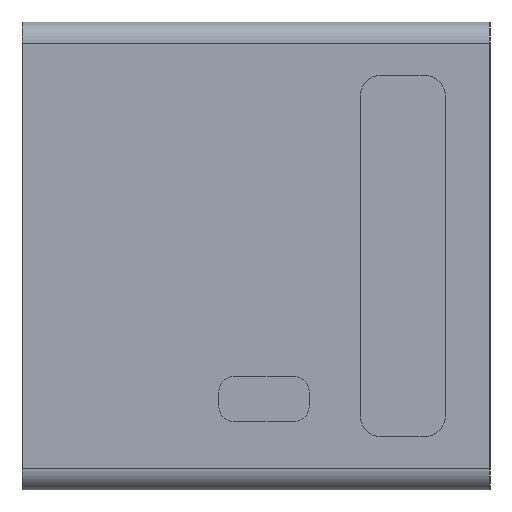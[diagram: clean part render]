
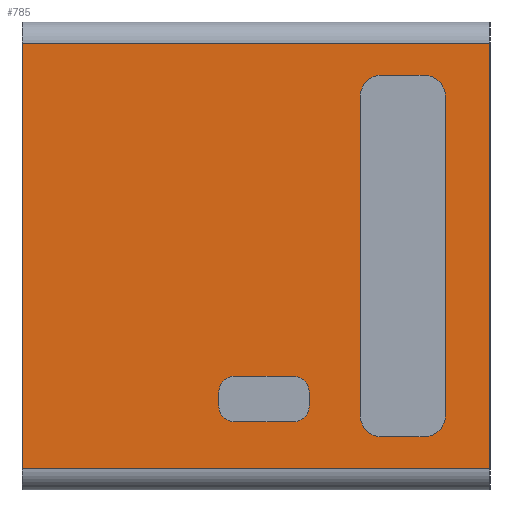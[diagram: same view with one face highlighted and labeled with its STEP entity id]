
A CAD part, left-side view. The second image highlights one B-rep face of the part: STEP entity #785.
In plain terms, the highlighted planar face has unit normal (-1, 0, 0).
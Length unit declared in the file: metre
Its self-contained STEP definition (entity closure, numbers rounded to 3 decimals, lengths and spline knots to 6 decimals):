
#34=LINE('',#1181,#110);
#35=LINE('',#1185,#111);
#36=LINE('',#1189,#112);
#37=LINE('',#1193,#113);
#38=LINE('',#1194,#114);
#39=LINE('',#1197,#115);
#40=LINE('',#1199,#116);
#41=LINE('',#1201,#117);
#42=LINE('',#1202,#118);
#43=LINE('',#1207,#119);
#44=LINE('',#1211,#120);
#45=LINE('',#1215,#121);
#110=VECTOR('',#934,1.);
#111=VECTOR('',#937,1.);
#112=VECTOR('',#940,1.);
#113=VECTOR('',#943,1.);
#114=VECTOR('',#944,1.);
#115=VECTOR('',#945,1.);
#116=VECTOR('',#946,1.);
#117=VECTOR('',#947,1.);
#118=VECTOR('',#948,1.);
#119=VECTOR('',#951,1.);
#120=VECTOR('',#954,1.);
#121=VECTOR('',#957,1.);
#186=ORIENTED_EDGE('',*,*,#418,.F.);
#187=ORIENTED_EDGE('',*,*,#419,.T.);
#188=ORIENTED_EDGE('',*,*,#420,.F.);
#189=ORIENTED_EDGE('',*,*,#421,.F.);
#190=ORIENTED_EDGE('',*,*,#422,.F.);
#191=ORIENTED_EDGE('',*,*,#423,.F.);
#192=ORIENTED_EDGE('',*,*,#424,.F.);
#193=ORIENTED_EDGE('',*,*,#425,.T.);
#194=ORIENTED_EDGE('',*,*,#426,.F.);
#195=ORIENTED_EDGE('',*,*,#427,.T.);
#196=ORIENTED_EDGE('',*,*,#428,.T.);
#197=ORIENTED_EDGE('',*,*,#429,.T.);
#198=ORIENTED_EDGE('',*,*,#430,.F.);
#199=ORIENTED_EDGE('',*,*,#431,.T.);
#200=ORIENTED_EDGE('',*,*,#432,.T.);
#201=ORIENTED_EDGE('',*,*,#433,.T.);
#202=ORIENTED_EDGE('',*,*,#434,.T.);
#203=ORIENTED_EDGE('',*,*,#435,.T.);
#204=ORIENTED_EDGE('',*,*,#436,.F.);
#205=ORIENTED_EDGE('',*,*,#437,.T.);
#418=EDGE_CURVE('',#534,#535,#610,.T.);
#419=EDGE_CURVE('',#534,#536,#34,.T.);
#420=EDGE_CURVE('',#537,#536,#611,.T.);
#421=EDGE_CURVE('',#538,#537,#35,.T.);
#422=EDGE_CURVE('',#539,#538,#612,.T.);
#423=EDGE_CURVE('',#540,#539,#36,.T.);
#424=EDGE_CURVE('',#541,#540,#613,.T.);
#425=EDGE_CURVE('',#541,#535,#37,.T.);
#426=EDGE_CURVE('',#542,#543,#38,.T.);
#427=EDGE_CURVE('',#542,#544,#39,.T.);
#428=EDGE_CURVE('',#544,#545,#40,.T.);
#429=EDGE_CURVE('',#545,#543,#41,.F.);
#430=EDGE_CURVE('',#546,#547,#42,.T.);
#431=EDGE_CURVE('',#546,#548,#614,.T.);
#432=EDGE_CURVE('',#548,#549,#43,.T.);
#433=EDGE_CURVE('',#549,#550,#615,.T.);
#434=EDGE_CURVE('',#550,#551,#44,.T.);
#435=EDGE_CURVE('',#551,#552,#616,.T.);
#436=EDGE_CURVE('',#553,#552,#45,.T.);
#437=EDGE_CURVE('',#553,#547,#617,.T.);
#534=VERTEX_POINT('',#1179);
#535=VERTEX_POINT('',#1180);
#536=VERTEX_POINT('',#1182);
#537=VERTEX_POINT('',#1184);
#538=VERTEX_POINT('',#1186);
#539=VERTEX_POINT('',#1188);
#540=VERTEX_POINT('',#1190);
#541=VERTEX_POINT('',#1192);
#542=VERTEX_POINT('',#1195);
#543=VERTEX_POINT('',#1196);
#544=VERTEX_POINT('',#1198);
#545=VERTEX_POINT('',#1200);
#546=VERTEX_POINT('',#1203);
#547=VERTEX_POINT('',#1204);
#548=VERTEX_POINT('',#1206);
#549=VERTEX_POINT('',#1208);
#550=VERTEX_POINT('',#1210);
#551=VERTEX_POINT('',#1212);
#552=VERTEX_POINT('',#1214);
#553=VERTEX_POINT('',#1216);
#610=CIRCLE('',#844,0.001905);
#611=CIRCLE('',#845,0.001905);
#612=CIRCLE('',#846,0.001905);
#613=CIRCLE('',#847,0.001905);
#614=CIRCLE('',#848,0.00254);
#615=CIRCLE('',#849,0.00254);
#616=CIRCLE('',#850,0.00254);
#617=CIRCLE('',#851,0.00254);
#650=EDGE_LOOP('',(#186,#187,#188,#189,#190,#191,#192,#193));
#651=EDGE_LOOP('',(#194,#195,#196,#197));
#652=EDGE_LOOP('',(#198,#199,#200,#201,#202,#203,#204,#205));
#706=FACE_BOUND('',#650,.T.);
#707=FACE_BOUND('',#651,.T.);
#708=FACE_BOUND('',#652,.T.);
#762=PLANE('',#843);
#785=ADVANCED_FACE('',(#706,#707,#708),#762,.F.);
#843=AXIS2_PLACEMENT_3D('',#1177,#930,#931);
#844=AXIS2_PLACEMENT_3D('',#1178,#932,#933);
#845=AXIS2_PLACEMENT_3D('',#1183,#935,#936);
#846=AXIS2_PLACEMENT_3D('',#1187,#938,#939);
#847=AXIS2_PLACEMENT_3D('',#1191,#941,#942);
#848=AXIS2_PLACEMENT_3D('',#1205,#949,#950);
#849=AXIS2_PLACEMENT_3D('',#1209,#952,#953);
#850=AXIS2_PLACEMENT_3D('',#1213,#955,#956);
#851=AXIS2_PLACEMENT_3D('',#1217,#958,#959);
#930=DIRECTION('',(1.,0.,0.));
#931=DIRECTION('',(0.,-1.,0.));
#932=DIRECTION('',(-1.,0.,0.));
#933=DIRECTION('',(0.,1.,0.));
#934=DIRECTION('',(0.,-1.,0.));
#935=DIRECTION('',(-1.,0.,0.));
#936=DIRECTION('',(0.,1.,0.));
#937=DIRECTION('',(0.,0.,1.));
#938=DIRECTION('',(-1.,0.,0.));
#939=DIRECTION('',(0.,1.,0.));
#940=DIRECTION('',(0.,-1.,0.));
#941=DIRECTION('',(-1.,0.,0.));
#942=DIRECTION('',(0.,1.,0.));
#943=DIRECTION('',(0.,0.,1.));
#944=DIRECTION('',(0.,0.,1.));
#945=DIRECTION('',(0.,-1.,0.));
#946=DIRECTION('',(0.,0.,1.));
#947=DIRECTION('',(0.,-1.,0.));
#948=DIRECTION('',(0.,-1.,0.));
#949=DIRECTION('',(1.,0.,0.));
#950=DIRECTION('',(0.,-1.,0.));
#951=DIRECTION('',(0.,0.,1.));
#952=DIRECTION('',(1.,0.,0.));
#953=DIRECTION('',(0.,-1.,0.));
#954=DIRECTION('',(0.,-1.,0.));
#955=DIRECTION('',(1.,0.,0.));
#956=DIRECTION('',(0.,-1.,0.));
#957=DIRECTION('',(0.,0.,1.));
#958=DIRECTION('',(1.,0.,0.));
#959=DIRECTION('',(0.,-1.,0.));
#1177=CARTESIAN_POINT('',(-0.065412,0.05588,-0.006468));
#1178=CARTESIAN_POINT('',(-0.065412,0.03048,-0.022724));
#1179=CARTESIAN_POINT('',(-0.065412,0.03048,-0.020819));
#1180=CARTESIAN_POINT('',(-0.065412,0.032385,-0.022724));
#1181=CARTESIAN_POINT('',(-0.065412,0.026988,-0.020819));
#1182=CARTESIAN_POINT('',(-0.065412,0.023495,-0.020819));
#1183=CARTESIAN_POINT('',(-0.065412,0.023495,-0.022724));
#1184=CARTESIAN_POINT('',(-0.065412,0.02159,-0.022724));
#1185=CARTESIAN_POINT('',(-0.065412,0.02159,-0.023549));
#1186=CARTESIAN_POINT('',(-0.065412,0.02159,-0.024375));
#1187=CARTESIAN_POINT('',(-0.065412,0.023495,-0.024375));
#1188=CARTESIAN_POINT('',(-0.065412,0.023495,-0.02628));
#1189=CARTESIAN_POINT('',(-0.065412,0.026988,-0.02628));
#1190=CARTESIAN_POINT('',(-0.065412,0.03048,-0.02628));
#1191=CARTESIAN_POINT('',(-0.065412,0.03048,-0.024375));
#1192=CARTESIAN_POINT('',(-0.065412,0.032385,-0.024375));
#1193=CARTESIAN_POINT('',(-0.065412,0.032385,-0.023549));
#1194=CARTESIAN_POINT('',(-0.065412,0.05588,-0.006468));
#1195=CARTESIAN_POINT('',(-0.065412,0.05588,-0.031868));
#1196=CARTESIAN_POINT('',(-0.065412,0.05588,0.018932));
#1197=CARTESIAN_POINT('',(-0.065412,0.,-0.031868));
#1198=CARTESIAN_POINT('',(-0.065412,0.,-0.031868));
#1199=CARTESIAN_POINT('',(-0.065412,0.,-0.006468));
#1200=CARTESIAN_POINT('',(-0.065412,0.,0.018932));
#1201=CARTESIAN_POINT('',(-0.065412,0.05588,0.018932));
#1202=CARTESIAN_POINT('',(-0.065412,0.010414,-0.028058));
#1203=CARTESIAN_POINT('',(-0.065412,0.012954,-0.028058));
#1204=CARTESIAN_POINT('',(-0.065412,0.007874,-0.028058));
#1205=CARTESIAN_POINT('',(-0.065412,0.012954,-0.025518));
#1206=CARTESIAN_POINT('',(-0.065412,0.015494,-0.025518));
#1207=CARTESIAN_POINT('',(-0.065412,0.015494,-0.006468));
#1208=CARTESIAN_POINT('',(-0.065412,0.015494,0.012582));
#1209=CARTESIAN_POINT('',(-0.065412,0.012954,0.012582));
#1210=CARTESIAN_POINT('',(-0.065412,0.012954,0.015122));
#1211=CARTESIAN_POINT('',(-0.065412,0.010414,0.015122));
#1212=CARTESIAN_POINT('',(-0.065412,0.007874,0.015122));
#1213=CARTESIAN_POINT('',(-0.065412,0.007874,0.012582));
#1214=CARTESIAN_POINT('',(-0.065412,0.005334,0.012582));
#1215=CARTESIAN_POINT('',(-0.065412,0.005334,-0.006468));
#1216=CARTESIAN_POINT('',(-0.065412,0.005334,-0.025518));
#1217=CARTESIAN_POINT('',(-0.065412,0.007874,-0.025518));
